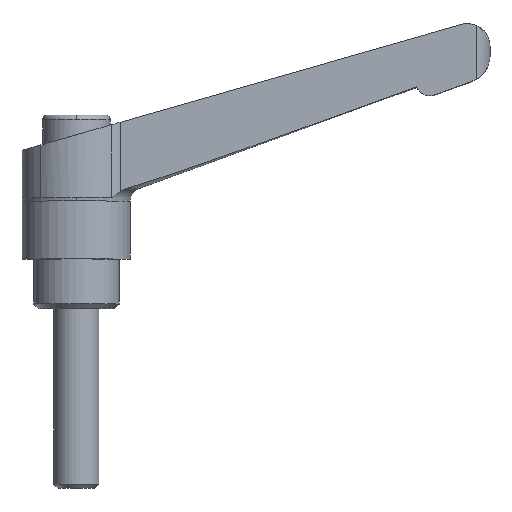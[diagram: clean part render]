
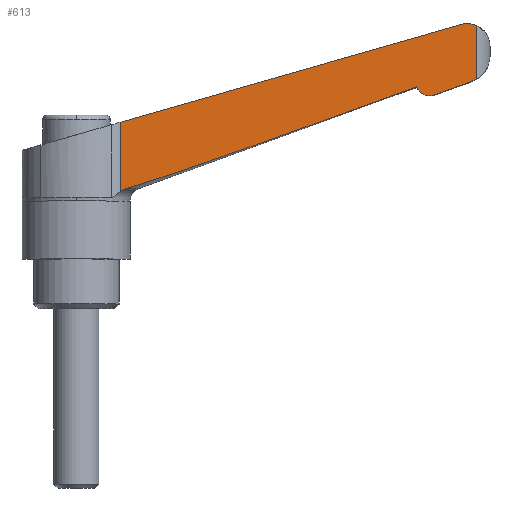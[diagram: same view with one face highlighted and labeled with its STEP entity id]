
A CAD part, top view. The second image highlights one B-rep face of the part: STEP entity #613.
In plain terms, the highlighted planar face has unit normal (0.035, 0, 0.999).
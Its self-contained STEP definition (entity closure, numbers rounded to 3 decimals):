
#277 = VERTEX_POINT( '', #765 );
#281 = EDGE_CURVE( '', #277, #579, #769, .T. );
#295 = VERTEX_POINT( '', #784 );
#301 = VERTEX_POINT( '', #790 );
#319 = EDGE_CURVE( '', #523, #415, #810, .T. );
#321 = EDGE_CURVE( '', #673, #301, #812, .T. );
#415 = VERTEX_POINT( '', #916 );
#473 = EDGE_CURVE( '', #295, #575, #983, .T. );
#523 = VERTEX_POINT( '', #1042 );
#575 = VERTEX_POINT( '', #1095 );
#579 = VERTEX_POINT( '', #1099 );
#603 = EDGE_CURVE( '', #301, #697, #1124, .T. );
#613 = ADVANCED_FACE( '', ( #1134 ), #1135, .F. );
#637 = EDGE_CURVE( '', #295, #415, #1163, .T. );
#673 = VERTEX_POINT( '', #1203 );
#683 = EDGE_CURVE( '', #277, #575, #1214, .T. );
#697 = VERTEX_POINT( '', #1229 );
#703 = EDGE_CURVE( '', #579, #673, #1235, .T. );
#721 = EDGE_CURVE( '', #697, #523, #1255, .T. );
#765 = CARTESIAN_POINT( '', ( 89.079, 51.09, 5.69 ) );
#769 = B_SPLINE_CURVE_WITH_KNOTS( '', 3, ( #1299, #1300, #1301, #1302, #1303, #1304, #1305, #1306 ), .UNSPECIFIED., .F., .F., ( 4, 2, 2, 4 ), ( 5.64, 6.114, 6.671, 6.934 ), .UNSPECIFIED. );
#784 = CARTESIAN_POINT( '', ( 86.144, 63.321, 5.793 ) );
#790 = CARTESIAN_POINT( '', ( 75.749, 49.294, 6.156 ) );
#810 = LINE( '', #1386, #1387 );
#812 = B_SPLINE_CURVE_WITH_KNOTS( '', 3, ( #1390, #1391, #1392, #1393, #1394, #1395, #1396, #1397, #1398, #1399, #1400, #1401, #1402, #1403, #1404, #1405, #1406, #1407, #1408, #1409 ), .UNSPECIFIED., .F., .F., ( 4, 2, 2, 2, 2, 2, 2, 2, 2, 4 ), ( 3.468, 3.897, 4.456, 5.016, 5.576, 6.135, 6.693, 7.249, 7.805, 7.931 ), .UNSPECIFIED. );
#916 = CARTESIAN_POINT( '', ( 9.729, 41.408, 8.461 ) );
#983 = B_SPLINE_CURVE_WITH_KNOTS( '', 3, ( #1675, #1676, #1677, #1678, #1679, #1680, #1681, #1682, #1683, #1684, #1685, #1686 ), .UNSPECIFIED., .F., .F., ( 4, 2, 2, 2, 2, 4 ), ( 20.959, 21.341, 22.273, 23.205, 24.136, 24.506 ), .UNSPECIFIED. );
#1042 = CARTESIAN_POINT( '', ( 9.729, 26.036, 8.461 ) );
#1095 = CARTESIAN_POINT( '', ( 89.079, 62.824, 5.69 ) );
#1099 = CARTESIAN_POINT( '', ( 87.864, 50.488, 5.732 ) );
#1124 = ( B_SPLINE_CURVE( 2, ( #1911, #1912, #1913 ), .UNSPECIFIED., .F., .F. )B_SPLINE_CURVE_WITH_KNOTS( ( 3, 3 ), ( 0., 68.465 ), .UNSPECIFIED. )RATIONAL_B_SPLINE_CURVE( ( 1., 1.437, 1. ) )BOUNDED_CURVE(  )REPRESENTATION_ITEM( '' )GEOMETRIC_REPRESENTATION_ITEM(  )CURVE(  ) );
#1134 = FACE_OUTER_BOUND( '', #1929, .T. );
#1135 = PLANE( '', #1930 );
#1163 = LINE( '', #1966, #1967 );
#1203 = CARTESIAN_POINT( '', ( 79.617, 47.501, 6.02 ) );
#1214 = LINE( '', #2055, #2056 );
#1229 = CARTESIAN_POINT( '', ( 11.158, 26.718, 8.411 ) );
#1235 = ( B_SPLINE_CURVE( 2, ( #2097, #2098, #2099 ), .UNSPECIFIED., .F., .F. )B_SPLINE_CURVE_WITH_KNOTS( ( 3, 3 ), ( 0., 8.776 ), .UNSPECIFIED. )RATIONAL_B_SPLINE_CURVE( ( 1., 1.001, 1. ) )BOUNDED_CURVE(  )REPRESENTATION_ITEM( '' )GEOMETRIC_REPRESENTATION_ITEM(  )CURVE(  ) );
#1255 = B_SPLINE_CURVE_WITH_KNOTS( '', 3, ( #2154, #2155, #2156, #2157, #2158, #2159, #2160, #2161 ), .UNSPECIFIED., .F., .F., ( 4, 2, 2, 4 ), ( 6.098, 6.378, 7.098, 7.598 ), .UNSPECIFIED. );
#1299 = CARTESIAN_POINT( '', ( 89.079, 51.09, 5.69 ) );
#1300 = CARTESIAN_POINT( '', ( 88.934, 50.997, 5.695 ) );
#1301 = CARTESIAN_POINT( '', ( 88.786, 50.91, 5.7 ) );
#1302 = CARTESIAN_POINT( '', ( 88.462, 50.738, 5.712 ) );
#1303 = CARTESIAN_POINT( '', ( 88.285, 50.656, 5.718 ) );
#1304 = CARTESIAN_POINT( '', ( 88.033, 50.551, 5.727 ) );
#1305 = CARTESIAN_POINT( '', ( 87.95, 50.519, 5.729 ) );
#1306 = CARTESIAN_POINT( '', ( 87.864, 50.488, 5.732 ) );
#1386 = CARTESIAN_POINT( '', ( 9.729, 0., 8.461 ) );
#1387 = VECTOR( '', #2234, 1. );
#1390 = CARTESIAN_POINT( '', ( 79.617, 47.501, 6.02 ) );
#1391 = CARTESIAN_POINT( '', ( 79.478, 47.451, 6.025 ) );
#1392 = CARTESIAN_POINT( '', ( 79.327, 47.408, 6.031 ) );
#1393 = CARTESIAN_POINT( '', ( 78.975, 47.338, 6.043 ) );
#1394 = CARTESIAN_POINT( '', ( 78.772, 47.32, 6.05 ) );
#1395 = CARTESIAN_POINT( '', ( 78.398, 47.32, 6.063 ) );
#1396 = CARTESIAN_POINT( '', ( 78.195, 47.338, 6.07 ) );
#1397 = CARTESIAN_POINT( '', ( 77.796, 47.418, 6.084 ) );
#1398 = CARTESIAN_POINT( '', ( 77.6, 47.478, 6.091 ) );
#1399 = CARTESIAN_POINT( '', ( 77.256, 47.621, 6.103 ) );
#1400 = CARTESIAN_POINT( '', ( 77.075, 47.715, 6.109 ) );
#1401 = CARTESIAN_POINT( '', ( 76.737, 47.94, 6.121 ) );
#1402 = CARTESIAN_POINT( '', ( 76.58, 48.07, 6.126 ) );
#1403 = CARTESIAN_POINT( '', ( 76.317, 48.332, 6.136 ) );
#1404 = CARTESIAN_POINT( '', ( 76.187, 48.488, 6.14 ) );
#1405 = CARTESIAN_POINT( '', ( 75.962, 48.824, 6.148 ) );
#1406 = CARTESIAN_POINT( '', ( 75.867, 49.004, 6.151 ) );
#1407 = CARTESIAN_POINT( '', ( 75.78, 49.213, 6.154 ) );
#1408 = CARTESIAN_POINT( '', ( 75.764, 49.253, 6.155 ) );
#1409 = CARTESIAN_POINT( '', ( 75.749, 49.294, 6.156 ) );
#1675 = CARTESIAN_POINT( '', ( 85.423, 63.171, 5.818 ) );
#1676 = CARTESIAN_POINT( '', ( 85.555, 63.209, 5.813 ) );
#1677 = CARTESIAN_POINT( '', ( 85.69, 63.241, 5.808 ) );
#1678 = CARTESIAN_POINT( '', ( 86.158, 63.334, 5.792 ) );
#1679 = CARTESIAN_POINT( '', ( 86.497, 63.365, 5.78 ) );
#1680 = CARTESIAN_POINT( '', ( 87.118, 63.365, 5.759 ) );
#1681 = CARTESIAN_POINT( '', ( 87.457, 63.334, 5.747 ) );
#1682 = CARTESIAN_POINT( '', ( 88.121, 63.203, 5.723 ) );
#1683 = CARTESIAN_POINT( '', ( 88.446, 63.101, 5.712 ) );
#1684 = CARTESIAN_POINT( '', ( 88.847, 62.936, 5.698 ) );
#1685 = CARTESIAN_POINT( '', ( 88.963, 62.883, 5.694 ) );
#1686 = CARTESIAN_POINT( '', ( 89.079, 62.824, 5.69 ) );
#1911 = CARTESIAN_POINT( '', ( 75.749, 49.294, 6.156 ) );
#1912 = CARTESIAN_POINT( '', ( 21.189, 29.557, 8.061 ) );
#1913 = CARTESIAN_POINT( '', ( 11.158, 26.718, 8.411 ) );
#1929 = EDGE_LOOP( '', ( #2613, #2614, #2615, #2616, #2617, #2618, #2619, #2620, #2621 ) );
#1930 = AXIS2_PLACEMENT_3D( '', #2622, #2623, #2624 );
#1966 = CARTESIAN_POINT( '', ( -7.353, 36.509, 9.057 ) );
#1967 = VECTOR( '', #2663, 1. );
#2055 = CARTESIAN_POINT( '', ( 89.079, 0., 5.69 ) );
#2056 = VECTOR( '', #2724, 1. );
#2097 = CARTESIAN_POINT( '', ( 87.864, 50.488, 5.732 ) );
#2098 = CARTESIAN_POINT( '', ( 83.539, 48.921, 5.883 ) );
#2099 = CARTESIAN_POINT( '', ( 79.617, 47.501, 6.02 ) );
#2154 = CARTESIAN_POINT( '', ( 11.158, 26.718, 8.411 ) );
#2155 = CARTESIAN_POINT( '', ( 11.063, 26.692, 8.414 ) );
#2156 = CARTESIAN_POINT( '', ( 10.971, 26.663, 8.418 ) );
#2157 = CARTESIAN_POINT( '', ( 10.657, 26.553, 8.429 ) );
#2158 = CARTESIAN_POINT( '', ( 10.415, 26.448, 8.437 ) );
#2159 = CARTESIAN_POINT( '', ( 10.025, 26.236, 8.451 ) );
#2160 = CARTESIAN_POINT( '', ( 9.871, 26.138, 8.456 ) );
#2161 = CARTESIAN_POINT( '', ( 9.729, 26.036, 8.461 ) );
#2234 = DIRECTION( '', ( 0., 1., 0. ) );
#2613 = ORIENTED_EDGE( '', *, *, #637, .T. );
#2614 = ORIENTED_EDGE( '', *, *, #319, .F. );
#2615 = ORIENTED_EDGE( '', *, *, #721, .F. );
#2616 = ORIENTED_EDGE( '', *, *, #603, .F. );
#2617 = ORIENTED_EDGE( '', *, *, #321, .F. );
#2618 = ORIENTED_EDGE( '', *, *, #703, .F. );
#2619 = ORIENTED_EDGE( '', *, *, #281, .F. );
#2620 = ORIENTED_EDGE( '', *, *, #683, .T. );
#2621 = ORIENTED_EDGE( '', *, *, #473, .F. );
#2622 = CARTESIAN_POINT( '', ( 9.729, 0., 8.461 ) );
#2623 = DIRECTION( '', ( -0.035, 0., -0.999 ) );
#2624 = DIRECTION( '', ( -0.999, 0., 0.035 ) );
#2663 = DIRECTION( '', ( -0.961, -0.275, 0.034 ) );
#2724 = DIRECTION( '', ( 0., 1., 0. ) );
